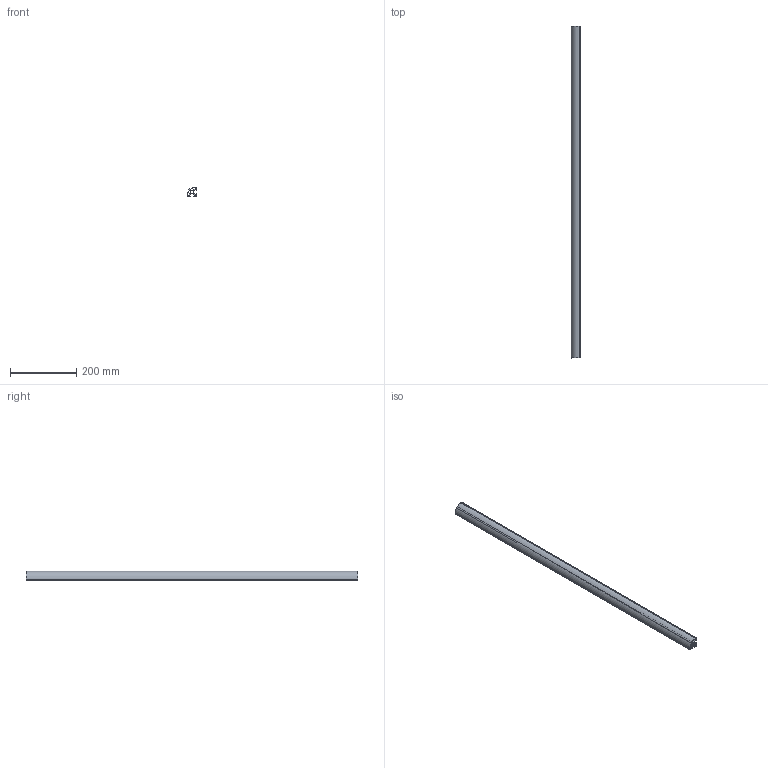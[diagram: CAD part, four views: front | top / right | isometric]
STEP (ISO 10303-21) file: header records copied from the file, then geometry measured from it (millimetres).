
FILE_DESCRIPTION(('STEP AP203'),'1');
FILE_NAME('BASE08B0037.stp','2023-10-13T08:37:51',(' '),(' '),'Spatial InterOp 3D',' ',' ');
FILE_SCHEMA(('CONFIG_CONTROL_DESIGN'));
Length unit declared in the file: millimetre
Products named in the file (1): Profilé 8 R30-90°
Bounding box: 30 x 1000 x 30 mm (x, y, z)
Volume: 290872.1 mm3; surface area: 305940.1 mm2
Topology: 1 solids, 1 shells, 140 faces, 414 edges, 276 vertices
Faces by surface type: cylinder 78, plane 62
Entity records: 4872 total; most frequent: DIRECTION 852, CARTESIAN_POINT 831, ORIENTED_EDGE 828, EDGE_CURVE 414, AXIS2_PLACEMENT_3D 297, VERTEX_POINT 276, LINE 258, VECTOR 258
